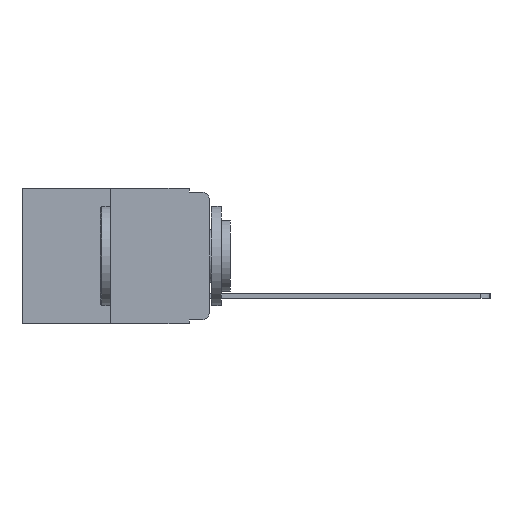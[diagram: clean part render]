
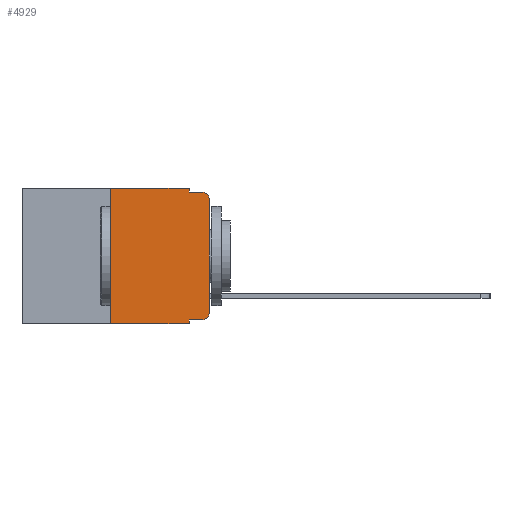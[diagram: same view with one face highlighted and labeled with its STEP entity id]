
A CAD part, left-side view. The second image highlights one B-rep face of the part: STEP entity #4929.
In plain terms, the highlighted planar face has unit normal (-1, 0, 0).
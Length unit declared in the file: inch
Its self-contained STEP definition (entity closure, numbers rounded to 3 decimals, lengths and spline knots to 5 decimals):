
#643 = DIRECTION ( 'NONE',  ( -1., 0., 0. ) ) ;
#682 = CARTESIAN_POINT ( 'NONE',  ( 0., 0.051, -0.333 ) ) ;
#781 = CARTESIAN_POINT ( 'NONE',  ( 0., 0.051, 0. ) ) ;
#791 = EDGE_CURVE ( 'NONE', #15263, #10405, #7913, .T. ) ;
#900 = LINE ( 'NONE', #7717, #15244 ) ;
#1151 = LINE ( 'NONE', #6699, #5113 ) ;
#1829 = AXIS2_PLACEMENT_3D ( 'NONE', #7945, #2134, #12210 ) ;
#1869 = CIRCLE ( 'NONE', #14371, 0.02 ) ;
#2000 = EDGE_CURVE ( 'NONE', #17804, #12987, #2834, .T. ) ;
#2075 = FACE_OUTER_BOUND ( 'NONE', #17603, .T. ) ;
#2134 = DIRECTION ( 'NONE',  ( 1., 0., 0. ) ) ;
#2543 = VERTEX_POINT ( 'NONE', #16054 ) ;
#2834 = CIRCLE ( 'NONE', #16233, 0.02 ) ;
#2849 = DIRECTION ( 'NONE',  ( 0., 0., -1. ) ) ;
#4019 = DIRECTION ( 'NONE',  ( 0., -1., 0. ) ) ;
#4065 = CARTESIAN_POINT ( 'NONE',  ( 0., 0.051, -0.01 ) ) ;
#4257 = EDGE_CURVE ( 'NONE', #10405, #14023, #1869, .T. ) ;
#4301 = VERTEX_POINT ( 'NONE', #781 ) ;
#4543 = VECTOR ( 'NONE', #15887, 39.37008 ) ;
#4828 = LINE ( 'NONE', #15675, #11951 ) ;
#4929 = ADVANCED_FACE ( 'NONE', ( #2075 ), #16324, .F. ) ;
#5007 = EDGE_CURVE ( 'NONE', #2543, #4301, #1151, .T. ) ;
#5075 = VECTOR ( 'NONE', #17868, 39.37008 ) ;
#5113 = VECTOR ( 'NONE', #16505, 39.37008 ) ;
#5631 = EDGE_CURVE ( 'NONE', #15263, #13462, #16739, .T. ) ;
#5884 = EDGE_CURVE ( 'NONE', #13108, #13462, #4828, .T. ) ;
#6400 = LINE ( 'NONE', #13465, #17158 ) ;
#6438 = ORIENTED_EDGE ( 'NONE', *, *, #791, .T. ) ;
#6699 = CARTESIAN_POINT ( 'NONE',  ( 0., 0.473, 0. ) ) ;
#7717 = CARTESIAN_POINT ( 'NONE',  ( 0., 0.25, 0. ) ) ;
#7749 = ORIENTED_EDGE ( 'NONE', *, *, #2000, .T. ) ;
#7776 = DIRECTION ( 'NONE',  ( -1., 0., 0. ) ) ;
#7913 = LINE ( 'NONE', #682, #4543 ) ;
#7945 = CARTESIAN_POINT ( 'NONE',  ( 0., 0.473, 0. ) ) ;
#8105 = CARTESIAN_POINT ( 'NONE',  ( 0., 0.051, 0. ) ) ;
#8394 = CARTESIAN_POINT ( 'NONE',  ( 0., 0., -0.03 ) ) ;
#8515 = CARTESIAN_POINT ( 'NONE',  ( 0., 0.02, -0.01 ) ) ;
#9409 = CARTESIAN_POINT ( 'NONE',  ( 0., 0.02, -0.313 ) ) ;
#9476 = VECTOR ( 'NONE', #11603, 39.37008 ) ;
#9823 = VECTOR ( 'NONE', #4019, 39.37008 ) ;
#9995 = ORIENTED_EDGE ( 'NONE', *, *, #5007, .F. ) ;
#10405 = VERTEX_POINT ( 'NONE', #11461 ) ;
#10839 = DIRECTION ( 'NONE',  ( 0., 0., -1. ) ) ;
#11101 = ORIENTED_EDGE ( 'NONE', *, *, #11102, .T. ) ;
#11102 = EDGE_CURVE ( 'NONE', #14023, #17804, #16876, .T. ) ;
#11461 = CARTESIAN_POINT ( 'NONE',  ( 0., 0.02, -0.333 ) ) ;
#11603 = DIRECTION ( 'NONE',  ( 0., 0., 1. ) ) ;
#11951 = VECTOR ( 'NONE', #17092, 39.37008 ) ;
#11962 = ORIENTED_EDGE ( 'NONE', *, *, #13529, .F. ) ;
#12210 = DIRECTION ( 'NONE',  ( 0., 0., -1. ) ) ;
#12574 = CARTESIAN_POINT ( 'NONE',  ( 0., 0.051, -0.01 ) ) ;
#12987 = VERTEX_POINT ( 'NONE', #8515 ) ;
#13108 = VERTEX_POINT ( 'NONE', #15764 ) ;
#13462 = VERTEX_POINT ( 'NONE', #15168 ) ;
#13465 = CARTESIAN_POINT ( 'NONE',  ( 0., 0.051, 0. ) ) ;
#13513 = LINE ( 'NONE', #12574, #9823 ) ;
#13529 = EDGE_CURVE ( 'NONE', #17332, #12987, #13513, .T. ) ;
#13581 = CARTESIAN_POINT ( 'NONE',  ( 0., 0.051, -0.333 ) ) ;
#14023 = VERTEX_POINT ( 'NONE', #16413 ) ;
#14371 = AXIS2_PLACEMENT_3D ( 'NONE', #9409, #643, #10839 ) ;
#14845 = DIRECTION ( 'NONE',  ( 0., 0., -1. ) ) ;
#14889 = CARTESIAN_POINT ( 'NONE',  ( 0., 0.02, -0.03 ) ) ;
#15168 = CARTESIAN_POINT ( 'NONE',  ( 0., 0.051, -0.343 ) ) ;
#15244 = VECTOR ( 'NONE', #17511, 39.37008 ) ;
#15263 = VERTEX_POINT ( 'NONE', #13581 ) ;
#15675 = CARTESIAN_POINT ( 'NONE',  ( 0., 0.473, -0.343 ) ) ;
#15710 = CARTESIAN_POINT ( 'NONE',  ( 0., 0., 0. ) ) ;
#15764 = CARTESIAN_POINT ( 'NONE',  ( 0., 0.25, -0.343 ) ) ;
#15855 = ORIENTED_EDGE ( 'NONE', *, *, #5884, .T. ) ;
#15887 = DIRECTION ( 'NONE',  ( 0., -1., 0. ) ) ;
#16054 = CARTESIAN_POINT ( 'NONE',  ( 0., 0.25, 0. ) ) ;
#16233 = AXIS2_PLACEMENT_3D ( 'NONE', #14889, #7776, #2849 ) ;
#16305 = ORIENTED_EDGE ( 'NONE', *, *, #5631, .F. ) ;
#16324 = PLANE ( 'NONE',  #1829 ) ;
#16413 = CARTESIAN_POINT ( 'NONE',  ( 0., 0., -0.313 ) ) ;
#16505 = DIRECTION ( 'NONE',  ( 0., -1., 0. ) ) ;
#16739 = LINE ( 'NONE', #8105, #5075 ) ;
#16821 = EDGE_CURVE ( 'NONE', #13108, #2543, #900, .T. ) ;
#16876 = LINE ( 'NONE', #15710, #9476 ) ;
#16963 = ORIENTED_EDGE ( 'NONE', *, *, #18158, .F. ) ;
#17092 = DIRECTION ( 'NONE',  ( 0., -1., 0. ) ) ;
#17158 = VECTOR ( 'NONE', #14845, 39.37008 ) ;
#17332 = VERTEX_POINT ( 'NONE', #4065 ) ;
#17511 = DIRECTION ( 'NONE',  ( 0., 0., 1. ) ) ;
#17603 = EDGE_LOOP ( 'NONE', ( #11101, #7749, #11962, #16963, #9995, #17810, #15855, #16305, #6438, #17609 ) ) ;
#17609 = ORIENTED_EDGE ( 'NONE', *, *, #4257, .T. ) ;
#17804 = VERTEX_POINT ( 'NONE', #8394 ) ;
#17810 = ORIENTED_EDGE ( 'NONE', *, *, #16821, .F. ) ;
#17868 = DIRECTION ( 'NONE',  ( 0., 0., -1. ) ) ;
#18158 = EDGE_CURVE ( 'NONE', #4301, #17332, #6400, .T. ) ;
